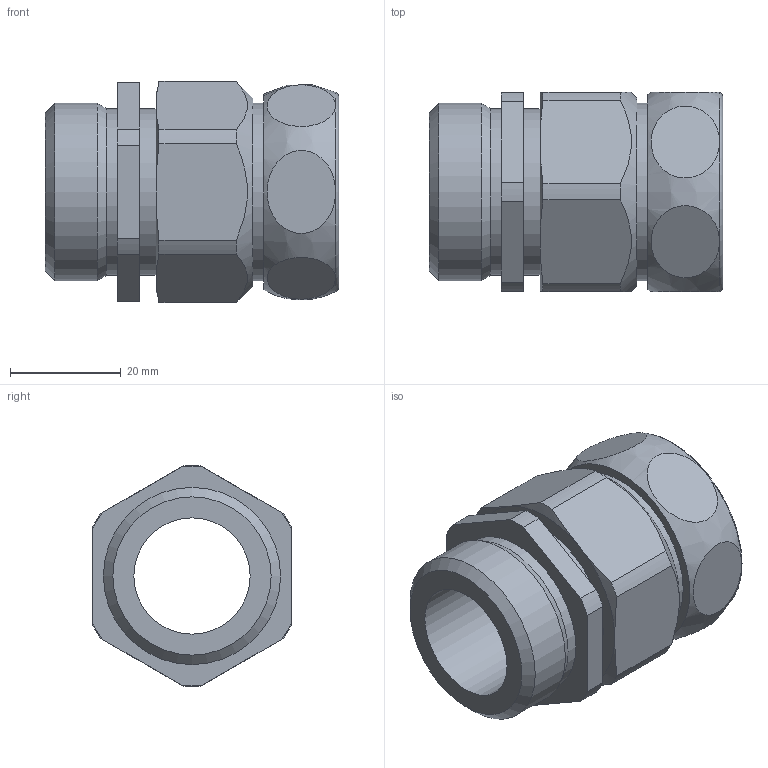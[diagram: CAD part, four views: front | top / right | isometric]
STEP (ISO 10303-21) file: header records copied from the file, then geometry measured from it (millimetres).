
FILE_DESCRIPTION( ( 'STEP AP203' ), '1' );
FILE_NAME( 'FLEXA USZ-EX-M 5023.327.132.stp', '2020-03-27T09:32:54', ( 'License CC BY-ND 4.0' ), ( 'CADENAS' ), ' ', 'PARTsolutions', ' ' );
FILE_SCHEMA( ( 'CONFIG_CONTROL_DESIGN' ) );
Length unit declared in the file: millimetre
Products named in the file (1): _FLEXA USZ-EX-M 5023.327.132
Bounding box: 53 x 36 x 39.99 mm (x, y, z)
Volume: 33535.3 mm3; surface area: 12209.4 mm2
Topology: 1 solids, 1 shells, 57 faces, 122 edges, 80 vertices
Faces by surface type: plane 27, cylinder 19, cone 9, torus 1, bspline 1
Full cylindrical faces by diameter (mm): 21 x1, 23 x1, 27 x1, 30.16 x2, 32 x2
Entity records: 2155 total; most frequent: CARTESIAN_POINT 921, DIRECTION 248, ORIENTED_EDGE 218, EDGE_CURVE 109, AXIS2_PLACEMENT_3D 106, EDGE_LOOP 84, VERTEX_POINT 79, FACE_OUTER_BOUND 66
